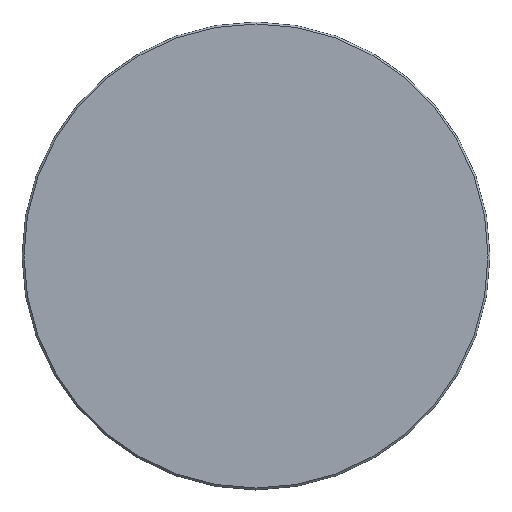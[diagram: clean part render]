
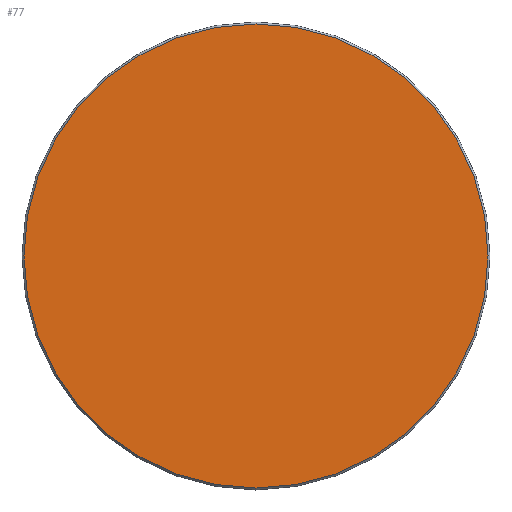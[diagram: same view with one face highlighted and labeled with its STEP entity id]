
A CAD part, top view. The second image highlights one B-rep face of the part: STEP entity #77.
In plain terms, the highlighted planar face has unit normal (0, 0, 1).
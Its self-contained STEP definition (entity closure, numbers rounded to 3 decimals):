
#2 = PLANE ( 'NONE',  #128 ) ;
#3 = AXIS2_PLACEMENT_3D ( 'NONE', #113, #225, #169 ) ;
#54 = DIRECTION ( 'NONE',  ( 1., 0., 0. ) ) ;
#77 = ADVANCED_FACE ( 'NONE', ( #219 ), #2, .T. ) ;
#94 = CARTESIAN_POINT ( 'NONE',  ( 59.5, 0., 6. ) ) ;
#98 = CARTESIAN_POINT ( 'NONE',  ( -59.5, 0., 6. ) ) ;
#109 = AXIS2_PLACEMENT_3D ( 'NONE', #177, #215, #158 ) ;
#110 = CIRCLE ( 'NONE', #3, 59.5 ) ;
#113 = CARTESIAN_POINT ( 'NONE',  ( 0., 0., 6. ) ) ;
#123 = CARTESIAN_POINT ( 'NONE',  ( 0., 0., 6. ) ) ;
#128 = AXIS2_PLACEMENT_3D ( 'NONE', #123, #175, #54 ) ;
#129 = EDGE_CURVE ( 'NONE', #204, #192, #185, .T. ) ;
#132 = EDGE_LOOP ( 'NONE', ( #190, #210 ) ) ;
#158 = DIRECTION ( 'NONE',  ( 1., 0., 0. ) ) ;
#169 = DIRECTION ( 'NONE',  ( 1., 0., 0. ) ) ;
#175 = DIRECTION ( 'NONE',  ( 0., 0., 1. ) ) ;
#177 = CARTESIAN_POINT ( 'NONE',  ( 0., 0., 6. ) ) ;
#185 = CIRCLE ( 'NONE', #109, 59.5 ) ;
#190 = ORIENTED_EDGE ( 'NONE', *, *, #129, .T. ) ;
#192 = VERTEX_POINT ( 'NONE', #94 ) ;
#204 = VERTEX_POINT ( 'NONE', #98 ) ;
#208 = EDGE_CURVE ( 'NONE', #192, #204, #110, .T. ) ;
#210 = ORIENTED_EDGE ( 'NONE', *, *, #208, .T. ) ;
#215 = DIRECTION ( 'NONE',  ( 0., 0., 1. ) ) ;
#219 = FACE_OUTER_BOUND ( 'NONE', #132, .T. ) ;
#225 = DIRECTION ( 'NONE',  ( 0., 0., 1. ) ) ;
